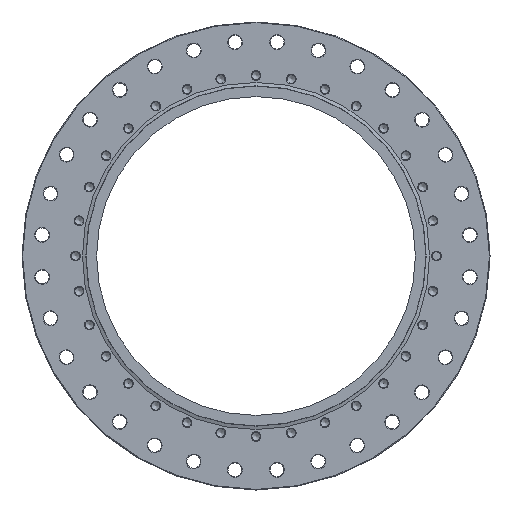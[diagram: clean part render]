
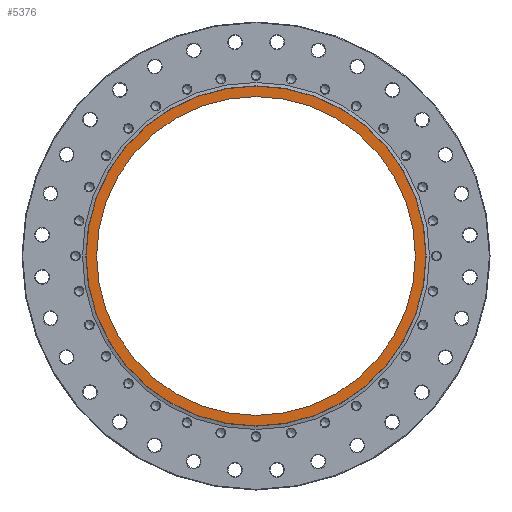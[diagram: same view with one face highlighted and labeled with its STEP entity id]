
A CAD part, front view. The second image highlights one B-rep face of the part: STEP entity #5376.
In plain terms, the highlighted planar face has unit normal (0, -1, 0).
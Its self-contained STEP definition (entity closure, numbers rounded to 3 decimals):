
#364=FACE_BOUND('',#1121,.T.);
#411=PLANE('',#6029);
#711=FACE_OUTER_BOUND('',#1120,.T.);
#1120=EDGE_LOOP('',(#4928));
#1121=EDGE_LOOP('',(#4929));
#2094=CIRCLE('',#6028,125.45);
#2095=CIRCLE('',#6030,133.714);
#2610=VERTEX_POINT('',#11403);
#2611=VERTEX_POINT('',#11407);
#3383=EDGE_CURVE('',#2610,#2610,#2094,.T.);
#3384=EDGE_CURVE('',#2611,#2611,#2095,.T.);
#4928=ORIENTED_EDGE('',*,*,#3384,.F.);
#4929=ORIENTED_EDGE('',*,*,#3383,.T.);
#5376=ADVANCED_FACE('',(#711,#364),#411,.T.);
#6028=AXIS2_PLACEMENT_3D('',#11405,#7598,#7599);
#6029=AXIS2_PLACEMENT_3D('',#11406,#7600,#7601);
#6030=AXIS2_PLACEMENT_3D('',#11408,#7602,#7603);
#7598=DIRECTION('center_axis',(0.,1.,0.));
#7599=DIRECTION('ref_axis',(1.,0.,0.));
#7600=DIRECTION('center_axis',(0.,-1.,0.));
#7601=DIRECTION('ref_axis',(0.,0.,-1.));
#7602=DIRECTION('center_axis',(0.,1.,0.));
#7603=DIRECTION('ref_axis',(1.,0.,0.));
#11403=CARTESIAN_POINT('',(125.45,1.17,0.));
#11405=CARTESIAN_POINT('Origin',(0.,1.17,0.));
#11406=CARTESIAN_POINT('Origin',(-133.714,1.17,0.));
#11407=CARTESIAN_POINT('',(133.714,1.17,0.));
#11408=CARTESIAN_POINT('Origin',(0.,1.17,0.));
